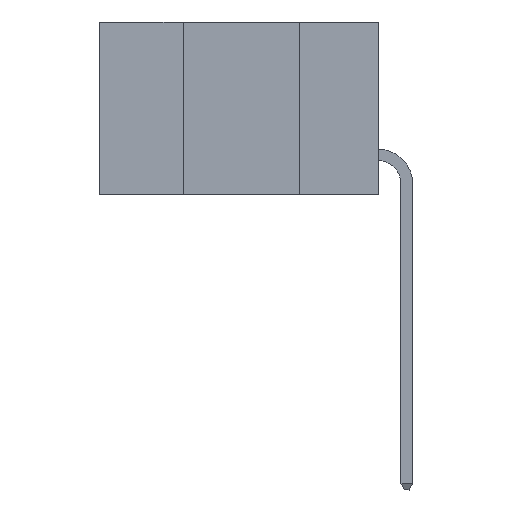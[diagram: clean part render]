
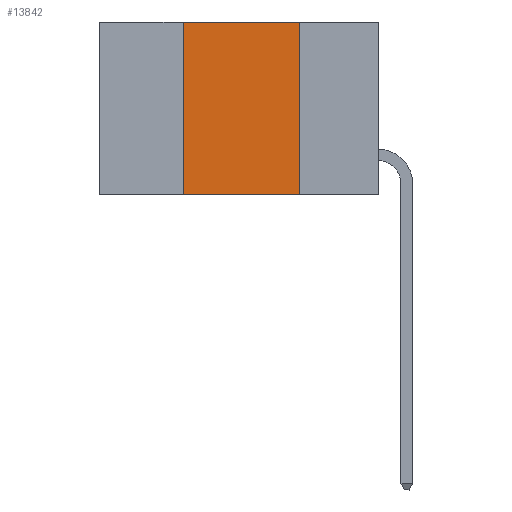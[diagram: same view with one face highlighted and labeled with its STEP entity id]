
A CAD part, left-side view. The second image highlights one B-rep face of the part: STEP entity #13842.
In plain terms, the highlighted planar face has unit normal (-1, 0, 0).
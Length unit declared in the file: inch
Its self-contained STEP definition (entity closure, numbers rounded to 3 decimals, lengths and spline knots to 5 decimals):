
#463 = LINE ( 'NONE', #20075, #12944 ) ;
#560 = ORIENTED_EDGE ( 'NONE', *, *, #17357, .F. ) ;
#868 = LINE ( 'NONE', #7405, #16903 ) ;
#1626 = DIRECTION ( 'NONE',  ( 0., 0., -1. ) ) ;
#3060 = EDGE_CURVE ( 'NONE', #7500, #15555, #868, .T. ) ;
#4162 = DIRECTION ( 'NONE',  ( 0., -1., 0. ) ) ;
#4256 = CARTESIAN_POINT ( 'NONE',  ( 0., 0.42, 0. ) ) ;
#4664 = CARTESIAN_POINT ( 'NONE',  ( 0., 0.17, -0.37 ) ) ;
#5181 = EDGE_LOOP ( 'NONE', ( #12365, #560, #14664, #5702 ) ) ;
#5370 = EDGE_CURVE ( 'NONE', #15426, #20630, #18438, .T. ) ;
#5702 = ORIENTED_EDGE ( 'NONE', *, *, #17136, .T. ) ;
#6627 = CARTESIAN_POINT ( 'NONE',  ( 0., 0.17, 0. ) ) ;
#6883 = DIRECTION ( 'NONE',  ( 0., -1., 0. ) ) ;
#6960 = CARTESIAN_POINT ( 'NONE',  ( 0., 0.6, -0.37 ) ) ;
#7405 = CARTESIAN_POINT ( 'NONE',  ( 0., 0.42, 0. ) ) ;
#7500 = VERTEX_POINT ( 'NONE', #14329 ) ;
#7536 = FACE_OUTER_BOUND ( 'NONE', #5181, .T. ) ;
#7652 = DIRECTION ( 'NONE',  ( 0., 0., 1. ) ) ;
#7801 = AXIS2_PLACEMENT_3D ( 'NONE', #10793, #16189, #17708 ) ;
#9061 = VECTOR ( 'NONE', #1626, 39.37008 ) ;
#10793 = CARTESIAN_POINT ( 'NONE',  ( 0., 0.6, 0. ) ) ;
#12365 = ORIENTED_EDGE ( 'NONE', *, *, #5370, .F. ) ;
#12944 = VECTOR ( 'NONE', #4162, 39.37008 ) ;
#13842 = ADVANCED_FACE ( 'NONE', ( #7536 ), #14271, .F. ) ;
#14271 = PLANE ( 'NONE',  #7801 ) ;
#14329 = CARTESIAN_POINT ( 'NONE',  ( 0., 0.42, -0.37 ) ) ;
#14411 = CARTESIAN_POINT ( 'NONE',  ( 0., 0.17, 0. ) ) ;
#14664 = ORIENTED_EDGE ( 'NONE', *, *, #3060, .F. ) ;
#15169 = VECTOR ( 'NONE', #6883, 39.37008 ) ;
#15426 = VERTEX_POINT ( 'NONE', #14411 ) ;
#15555 = VERTEX_POINT ( 'NONE', #4256 ) ;
#16189 = DIRECTION ( 'NONE',  ( 1., 0., 0. ) ) ;
#16903 = VECTOR ( 'NONE', #7652, 39.37008 ) ;
#17136 = EDGE_CURVE ( 'NONE', #7500, #20630, #19814, .T. ) ;
#17357 = EDGE_CURVE ( 'NONE', #15555, #15426, #463, .T. ) ;
#17708 = DIRECTION ( 'NONE',  ( 0., 0., -1. ) ) ;
#18438 = LINE ( 'NONE', #6627, #9061 ) ;
#19814 = LINE ( 'NONE', #6960, #15169 ) ;
#20075 = CARTESIAN_POINT ( 'NONE',  ( 0., 0.6, 0. ) ) ;
#20630 = VERTEX_POINT ( 'NONE', #4664 ) ;
